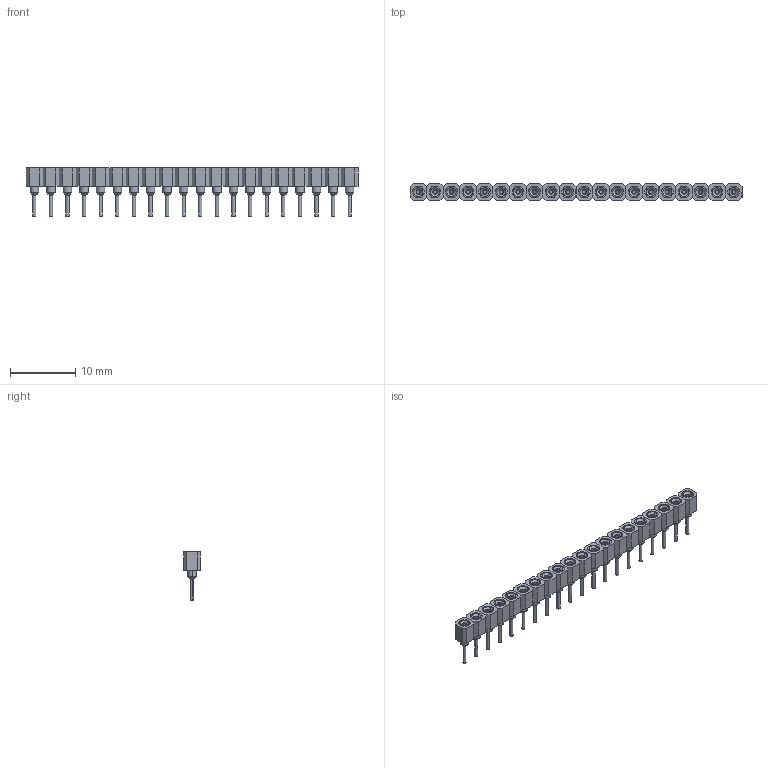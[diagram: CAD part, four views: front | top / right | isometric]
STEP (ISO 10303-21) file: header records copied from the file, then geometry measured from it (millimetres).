
FILE_DESCRIPTION((''),'2;1');
FILE_NAME('PRECI-DIP_310-87-120-41-001101.stp','2011-03-22T10:35:36',(''),(''),'Mechanical Desktop 2011','Mechanical Desktop 2011',', , ');
FILE_SCHEMA(('AUTOMOTIVE_DESIGN { 1 2 10303 214 1 1 1 1 }'));
Length unit declared in the file: millimetre
Products named in the file (1): Product
Bounding box: 50.8 x 2.54 x 7.37 mm (x, y, z)
Volume: 364.1 mm3; surface area: 1918.3 mm2
Topology: 100 solids, 100 shells, 740 faces, 1480 edges, 960 vertices
Faces by surface type: plane 380, cylinder 280, cone 80
Entity records: 19404 total; most frequent: DIRECTION 3602, CARTESIAN_POINT 3181, ORIENTED_EDGE 2960, EDGE_CURVE 1480, AXIS2_PLACEMENT_3D 1381, VERTEX_POINT 960, VECTOR 840, LINE 840
